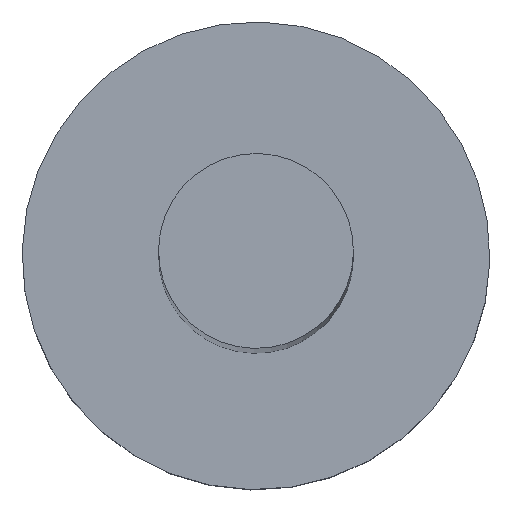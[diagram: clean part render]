
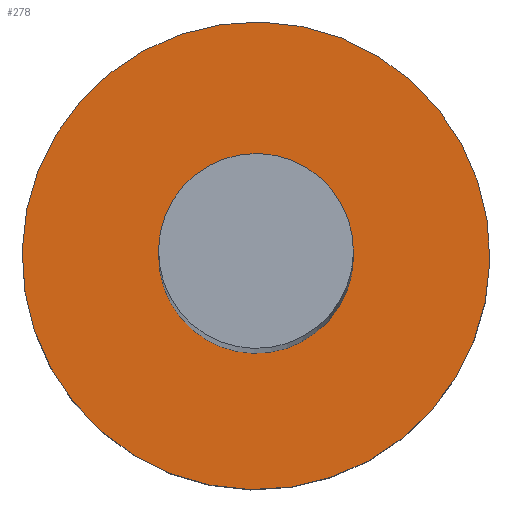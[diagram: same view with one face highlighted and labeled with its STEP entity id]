
A CAD part, top view. The second image highlights one B-rep face of the part: STEP entity #278.
In plain terms, the highlighted planar face has unit normal (0, 0, 1).
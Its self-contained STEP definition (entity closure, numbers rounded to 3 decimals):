
#120=CARTESIAN_POINT('Vertex',(2.157,-3.949,12.3)) ;
#123=CARTESIAN_POINT('Axis2P3D Location',(0.,0.,12.3)) ;
#127=CARTESIAN_POINT('Vertex',(-2.157,3.949,12.3)) ;
#149=CARTESIAN_POINT('Axis2P3D Location',(0.,0.,12.3)) ;
#175=CARTESIAN_POINT('Vertex',(0.899,-1.645,12.3)) ;
#191=CARTESIAN_POINT('Vertex',(-0.899,1.645,12.3)) ;
#194=CARTESIAN_POINT('Axis2P3D Location',(0.,0.,12.3)) ;
#211=CARTESIAN_POINT('Axis2P3D Location',(0.,0.,12.3)) ;
#265=CARTESIAN_POINT('Axis2P3D Location',(0.,4.5,12.3)) ;
#124=DIRECTION('Axis2P3D Direction',(0.,0.,1.)) ;
#150=DIRECTION('Axis2P3D Direction',(0.,0.,1.)) ;
#195=DIRECTION('Axis2P3D Direction',(0.,0.,1.)) ;
#212=DIRECTION('Axis2P3D Direction',(0.,0.,1.)) ;
#266=DIRECTION('Axis2P3D Direction',(0.,0.,1.)) ;
#267=DIRECTION('Axis2P3D XDirection',(1.,0.,0.)) ;
#125=AXIS2_PLACEMENT_3D('Circle Axis2P3D',#123,#124,$) ;
#151=AXIS2_PLACEMENT_3D('Circle Axis2P3D',#149,#150,$) ;
#196=AXIS2_PLACEMENT_3D('Circle Axis2P3D',#194,#195,$) ;
#213=AXIS2_PLACEMENT_3D('Circle Axis2P3D',#211,#212,$) ;
#268=AXIS2_PLACEMENT_3D('Plane Axis2P3D',#265,#266,#267) ;
#271=ORIENTED_EDGE('',*,*,#153,.T.) ;
#272=ORIENTED_EDGE('',*,*,#129,.T.) ;
#275=ORIENTED_EDGE('',*,*,#198,.F.) ;
#276=ORIENTED_EDGE('',*,*,#215,.F.) ;
#277=FACE_BOUND('',#274,.T.) ;
#278=ADVANCED_FACE('Corps principal',(#273,#277),#269,.T.) ;
#126=CIRCLE('generated circle',#125,4.5) ;
#152=CIRCLE('generated circle',#151,4.5) ;
#197=CIRCLE('generated circle',#196,1.875) ;
#214=CIRCLE('generated circle',#213,1.875) ;
#129=EDGE_CURVE('',#128,#121,#126,.T.) ;
#153=EDGE_CURVE('',#121,#128,#152,.T.) ;
#198=EDGE_CURVE('',#192,#176,#197,.T.) ;
#215=EDGE_CURVE('',#176,#192,#214,.T.) ;
#270=EDGE_LOOP('',(#271,#272)) ;
#274=EDGE_LOOP('',(#275,#276)) ;
#273=FACE_OUTER_BOUND('',#270,.T.) ;
#269=PLANE('',#268) ;
#121=VERTEX_POINT('',#120) ;
#128=VERTEX_POINT('',#127) ;
#176=VERTEX_POINT('',#175) ;
#192=VERTEX_POINT('',#191) ;
